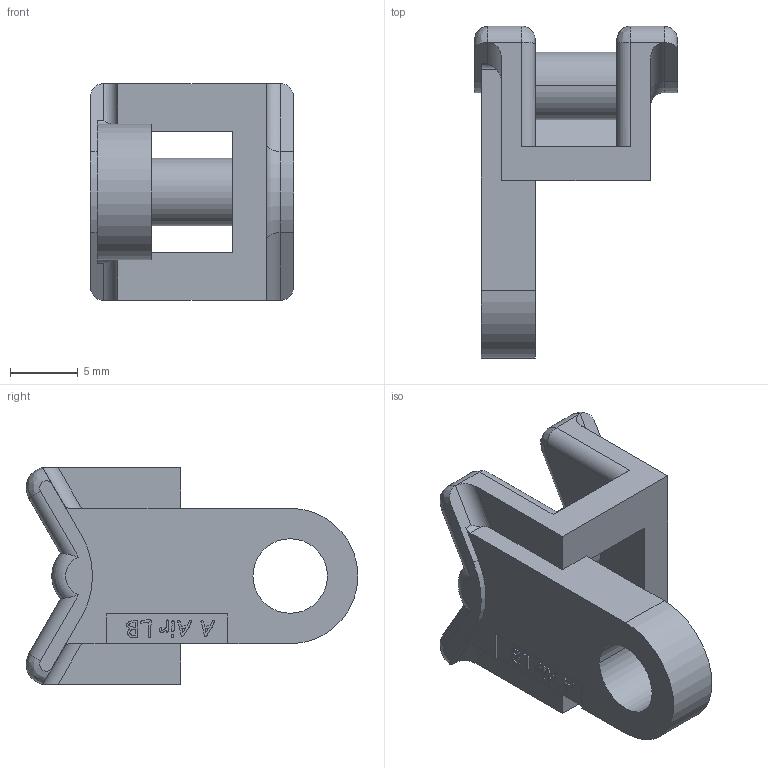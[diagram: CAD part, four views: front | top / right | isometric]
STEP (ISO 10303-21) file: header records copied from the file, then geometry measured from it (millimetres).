
FILE_DESCRIPTION((''),'2;1');
FILE_NAME('003261_121_59','2020-01-31T',('presta_be4'),(''),'CREO PARAMETRIC BY PTC INC, 2018360','CREO PARAMETRIC BY PTC INC, 2018360','');
FILE_SCHEMA(('CONFIG_CONTROL_DESIGN'));
Length unit declared in the file: millimetre
Products named in the file (1): 003261_121_59
Bounding box: 15 x 24.5 x 16 mm (x, y, z)
Volume: 1692.3 mm3; surface area: 1586.1 mm2
Topology: 1 solids, 1 shells, 221 faces, 610 edges, 398 vertices
Faces by surface type: extrusion 119, plane 62, cylinder 29, bspline 8, torus 3
Entity records: 7637 total; most frequent: CARTESIAN_POINT 2469, ORIENTED_EDGE 1220, DIRECTION 704, EDGE_CURVE 610, VECTOR 414, VERTEX_POINT 398, B_SPLINE_CURVE_WITH_KNOTS 383, LINE 295
